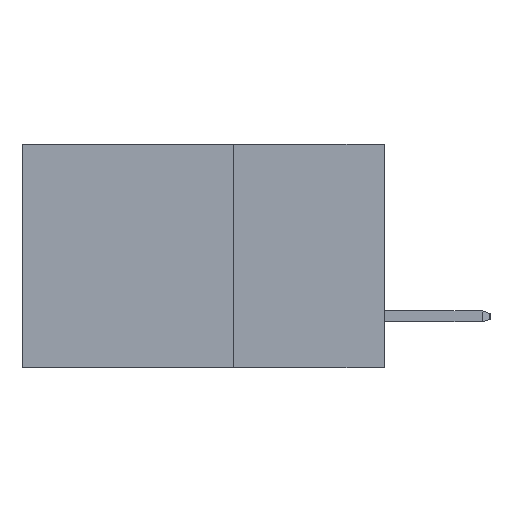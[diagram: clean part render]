
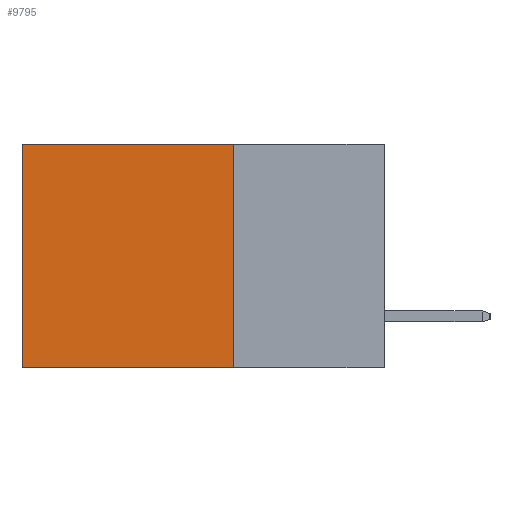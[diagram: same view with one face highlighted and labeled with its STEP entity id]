
A CAD part, left-side view. The second image highlights one B-rep face of the part: STEP entity #9795.
In plain terms, the highlighted planar face has unit normal (-1, 0, 0).
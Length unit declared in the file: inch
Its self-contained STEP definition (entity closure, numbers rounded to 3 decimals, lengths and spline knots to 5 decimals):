
#265 = CARTESIAN_POINT ( 'NONE',  ( 0.298, 0.25, 0. ) ) ;
#291 = ORIENTED_EDGE ( 'NONE', *, *, #5459, .F. ) ;
#636 = ORIENTED_EDGE ( 'NONE', *, *, #1812, .T. ) ;
#1267 = DIRECTION ( 'NONE',  ( 0., 0., -1. ) ) ;
#1325 = VECTOR ( 'NONE', #3148, 39.37008 ) ;
#1511 = CARTESIAN_POINT ( 'NONE',  ( 0.298, 0.25, 0. ) ) ;
#1812 = EDGE_CURVE ( 'NONE', #9856, #3513, #3828, .T. ) ;
#2620 = ORIENTED_EDGE ( 'NONE', *, *, #11341, .T. ) ;
#3148 = DIRECTION ( 'NONE',  ( 0., 1., 0. ) ) ;
#3513 = VERTEX_POINT ( 'NONE', #8826 ) ;
#3602 = LINE ( 'NONE', #6130, #7782 ) ;
#3828 = LINE ( 'NONE', #1511, #8521 ) ;
#5330 = VERTEX_POINT ( 'NONE', #8924 ) ;
#5459 = EDGE_CURVE ( 'NONE', #9856, #5560, #3602, .T. ) ;
#5560 = VERTEX_POINT ( 'NONE', #6336 ) ;
#5659 = ORIENTED_EDGE ( 'NONE', *, *, #10326, .F. ) ;
#5997 = PLANE ( 'NONE',  #10296 ) ;
#6117 = DIRECTION ( 'NONE',  ( 0., 0., -1. ) ) ;
#6130 = CARTESIAN_POINT ( 'NONE',  ( 0.298, 0.25, 0. ) ) ;
#6336 = CARTESIAN_POINT ( 'NONE',  ( 0.298, 0.25, -0.37 ) ) ;
#6459 = EDGE_LOOP ( 'NONE', ( #2620, #5659, #291, #636 ) ) ;
#6859 = DIRECTION ( 'NONE',  ( 1., 0., 0. ) ) ;
#6926 = CARTESIAN_POINT ( 'NONE',  ( 0.298, 0.25, 0. ) ) ;
#7409 = DIRECTION ( 'NONE',  ( 0., 0., -1. ) ) ;
#7782 = VECTOR ( 'NONE', #6117, 39.37008 ) ;
#8521 = VECTOR ( 'NONE', #10795, 39.37008 ) ;
#8600 = LINE ( 'NONE', #10959, #1325 ) ;
#8694 = LINE ( 'NONE', #9985, #10907 ) ;
#8826 = CARTESIAN_POINT ( 'NONE',  ( 0.298, 0.6, 0. ) ) ;
#8924 = CARTESIAN_POINT ( 'NONE',  ( 0.298, 0.6, -0.37 ) ) ;
#9795 = ADVANCED_FACE ( 'NONE', ( #10210 ), #5997, .F. ) ;
#9856 = VERTEX_POINT ( 'NONE', #6926 ) ;
#9985 = CARTESIAN_POINT ( 'NONE',  ( 0.298, 0.6, 0. ) ) ;
#10210 = FACE_OUTER_BOUND ( 'NONE', #6459, .T. ) ;
#10296 = AXIS2_PLACEMENT_3D ( 'NONE', #265, #6859, #1267 ) ;
#10326 = EDGE_CURVE ( 'NONE', #5560, #5330, #8600, .T. ) ;
#10795 = DIRECTION ( 'NONE',  ( 0., 1., 0. ) ) ;
#10907 = VECTOR ( 'NONE', #7409, 39.37008 ) ;
#10959 = CARTESIAN_POINT ( 'NONE',  ( 0.298, 0.25, -0.37 ) ) ;
#11341 = EDGE_CURVE ( 'NONE', #3513, #5330, #8694, .T. ) ;
